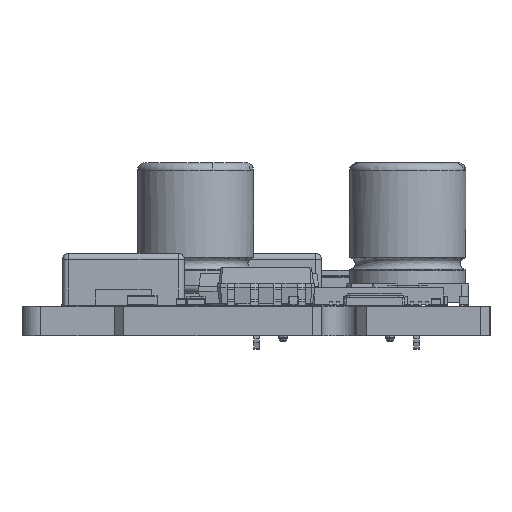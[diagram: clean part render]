
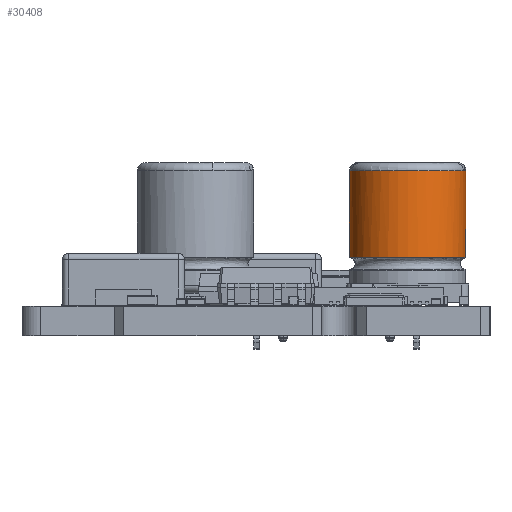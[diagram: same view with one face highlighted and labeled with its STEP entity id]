
A CAD part, left-side view. The second image highlights one B-rep face of the part: STEP entity #30408.
In plain terms, the highlighted cylindrical face has radius 3.15 mm (diameter 6.3 mm), a full revolution.
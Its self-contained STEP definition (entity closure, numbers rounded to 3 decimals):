
#30074 = VERTEX_POINT('',#30075);
#30075 = CARTESIAN_POINT('',(-3.15,0.,2.593));
#30081 = EDGE_CURVE('',#30074,#30074,#30082,.T.);
#30082 = ( BOUNDED_CURVE() B_SPLINE_CURVE(13,(#30083,#30084,#30085,
    #30086,#30087,#30088,#30089,#30090,#30091,#30092,#30093,#30094,
#30095,#30096),.UNSPECIFIED.,.T.,.F.) B_SPLINE_CURVE_WITH_KNOTS((1,13,13
    ,1),(-19.792,0.,19.792,
39.584),.UNSPECIFIED.) CURVE() GEOMETRIC_REPRESENTATION_ITEM() 
RATIONAL_B_SPLINE_CURVE((1.,1.,1.,1.,
    1.,1.,1.,1.,
    1.,1.,1.,1.,1.,1.)) 
REPRESENTATION_ITEM('') );
#30083 = CARTESIAN_POINT('',(-3.15,0.,2.593));
#30084 = CARTESIAN_POINT('',(-3.15,1.5,
    2.593));
#30085 = CARTESIAN_POINT('',(-2.375,3.035,
    2.593));
#30086 = CARTESIAN_POINT('',(-0.779,4.133,
    2.593));
#30087 = CARTESIAN_POINT('',(1.417,4.302,
    2.593));
#30088 = CARTESIAN_POINT('',(3.314,3.132,
    2.593));
#30089 = CARTESIAN_POINT('',(4.706,1.424,
    2.593));
#30090 = CARTESIAN_POINT('',(4.706,-1.424,
    2.593));
#30091 = CARTESIAN_POINT('',(3.314,-3.132,
    2.593));
#30092 = CARTESIAN_POINT('',(1.417,-4.302,
    2.593));
#30093 = CARTESIAN_POINT('',(-0.779,-4.133,
    2.593));
#30094 = CARTESIAN_POINT('',(-2.375,-3.035,
    2.593));
#30095 = CARTESIAN_POINT('',(-3.15,-1.5,2.593));
#30096 = CARTESIAN_POINT('',(-3.15,0.,2.593));
#30408 = ADVANCED_FACE('',(#30409),#30455,.T.);
#30409 = FACE_BOUND('',#30410,.T.);
#30410 = EDGE_LOOP('',(#30411,#30412,#30420,#30429,#30438,#30447,#30454)
  );
#30411 = ORIENTED_EDGE('',*,*,#30081,.F.);
#30412 = ORIENTED_EDGE('',*,*,#30413,.T.);
#30413 = EDGE_CURVE('',#30074,#30414,#30416,.T.);
#30414 = VERTEX_POINT('',#30415);
#30415 = CARTESIAN_POINT('',(-3.15,0.,7.28));
#30416 = LINE('',#30417,#30418);
#30417 = CARTESIAN_POINT('',(-3.15,0.,2.563));
#30418 = VECTOR('',#30419,1.);
#30419 = DIRECTION('',(0.,0.,1.));
#30420 = ORIENTED_EDGE('',*,*,#30421,.T.);
#30421 = EDGE_CURVE('',#30414,#30422,#30424,.T.);
#30422 = VERTEX_POINT('',#30423);
#30423 = CARTESIAN_POINT('',(0.945,3.005,7.28));
#30424 = CIRCLE('',#30425,3.15);
#30425 = AXIS2_PLACEMENT_3D('',#30426,#30427,#30428);
#30426 = CARTESIAN_POINT('',(0.,0.,7.28));
#30427 = DIRECTION('',(0.,0.,-1.));
#30428 = DIRECTION('',(-1.,0.,0.));
#30429 = ORIENTED_EDGE('',*,*,#30430,.T.);
#30430 = EDGE_CURVE('',#30422,#30431,#30433,.T.);
#30431 = VERTEX_POINT('',#30432);
#30432 = CARTESIAN_POINT('',(3.15,0.,7.28));
#30433 = CIRCLE('',#30434,3.15);
#30434 = AXIS2_PLACEMENT_3D('',#30435,#30436,#30437);
#30435 = CARTESIAN_POINT('',(0.,0.,7.28));
#30436 = DIRECTION('',(0.,0.,-1.));
#30437 = DIRECTION('',(-1.,0.,0.));
#30438 = ORIENTED_EDGE('',*,*,#30439,.T.);
#30439 = EDGE_CURVE('',#30431,#30440,#30442,.T.);
#30440 = VERTEX_POINT('',#30441);
#30441 = CARTESIAN_POINT('',(0.945,-3.005,7.28));
#30442 = CIRCLE('',#30443,3.15);
#30443 = AXIS2_PLACEMENT_3D('',#30444,#30445,#30446);
#30444 = CARTESIAN_POINT('',(0.,0.,7.28));
#30445 = DIRECTION('',(0.,0.,-1.));
#30446 = DIRECTION('',(-1.,0.,0.));
#30447 = ORIENTED_EDGE('',*,*,#30448,.T.);
#30448 = EDGE_CURVE('',#30440,#30414,#30449,.T.);
#30449 = CIRCLE('',#30450,3.15);
#30450 = AXIS2_PLACEMENT_3D('',#30451,#30452,#30453);
#30451 = CARTESIAN_POINT('',(0.,0.,7.28));
#30452 = DIRECTION('',(0.,0.,-1.));
#30453 = DIRECTION('',(-1.,0.,0.));
#30454 = ORIENTED_EDGE('',*,*,#30413,.F.);
#30455 = CYLINDRICAL_SURFACE('',#30456,3.15);
#30456 = AXIS2_PLACEMENT_3D('',#30457,#30458,#30459);
#30457 = CARTESIAN_POINT('',(0.,0.,2.563));
#30458 = DIRECTION('',(0.,0.,1.));
#30459 = DIRECTION('',(-1.,0.,0.));
